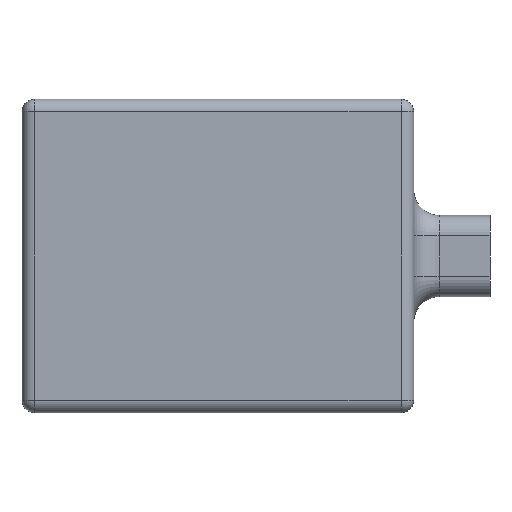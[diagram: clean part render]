
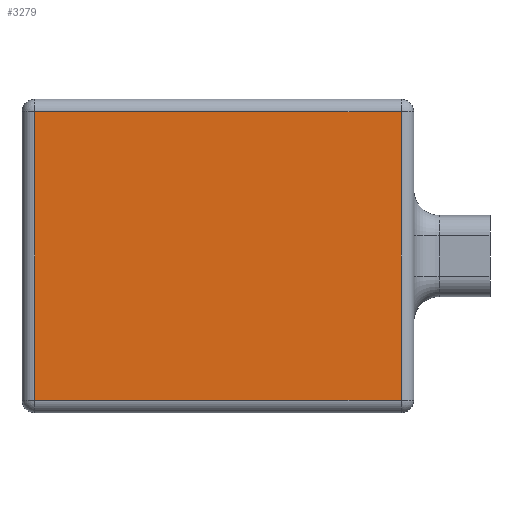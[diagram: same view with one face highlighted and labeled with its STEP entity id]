
A CAD part, front view. The second image highlights one B-rep face of the part: STEP entity #3279.
In plain terms, the highlighted planar face has unit normal (0, -1, 0).
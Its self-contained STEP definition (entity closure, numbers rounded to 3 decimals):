
#106=PLANE('',#3544);
#211=FACE_OUTER_BOUND('',#413,.T.);
#413=EDGE_LOOP('',(#2416,#2417,#2418,#2419));
#673=LINE('',#5395,#920);
#674=LINE('',#5397,#921);
#675=LINE('',#5399,#922);
#676=LINE('',#5400,#923);
#920=VECTOR('',#4183,10.);
#921=VECTOR('',#4184,10.);
#922=VECTOR('',#4185,10.);
#923=VECTOR('',#4186,10.);
#1423=VERTEX_POINT('',#5393);
#1424=VERTEX_POINT('',#5394);
#1425=VERTEX_POINT('',#5396);
#1426=VERTEX_POINT('',#5398);
#1789=EDGE_CURVE('',#1423,#1424,#673,.T.);
#1790=EDGE_CURVE('',#1425,#1423,#674,.T.);
#1791=EDGE_CURVE('',#1426,#1425,#675,.T.);
#1792=EDGE_CURVE('',#1424,#1426,#676,.T.);
#2416=ORIENTED_EDGE('',*,*,#1789,.F.);
#2417=ORIENTED_EDGE('',*,*,#1790,.F.);
#2418=ORIENTED_EDGE('',*,*,#1791,.F.);
#2419=ORIENTED_EDGE('',*,*,#1792,.F.);
#3279=ADVANCED_FACE('',(#211),#106,.F.);
#3544=AXIS2_PLACEMENT_3D('',#5392,#4181,#4182);
#4181=DIRECTION('center_axis',(0.,1.,0.));
#4182=DIRECTION('ref_axis',(0.,0.,-1.));
#4183=DIRECTION('',(1.,0.,0.));
#4184=DIRECTION('',(0.,0.,1.));
#4185=DIRECTION('',(-1.,0.,0.));
#4186=DIRECTION('',(0.,0.,-1.));
#5392=CARTESIAN_POINT('Origin',(34.321,-2.2,-26.637));
#5393=CARTESIAN_POINT('',(-1.716,-2.2,1.699));
#5394=CARTESIAN_POINT('',(70.357,-2.2,1.699));
#5395=CARTESIAN_POINT('',(34.321,-2.2,1.699));
#5396=CARTESIAN_POINT('',(-1.716,-2.2,-54.972));
#5397=CARTESIAN_POINT('',(-1.716,-2.2,-26.637));
#5398=CARTESIAN_POINT('',(70.357,-2.2,-54.972));
#5399=CARTESIAN_POINT('',(34.321,-2.2,-54.972));
#5400=CARTESIAN_POINT('',(70.357,-2.2,-26.637));
